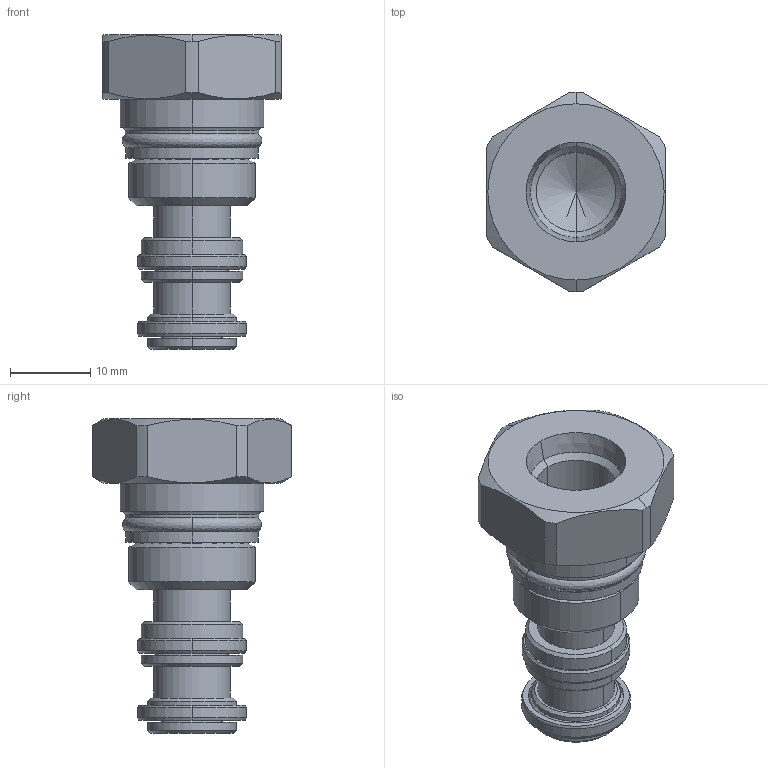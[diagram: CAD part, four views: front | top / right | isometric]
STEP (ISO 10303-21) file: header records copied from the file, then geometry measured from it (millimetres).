
FILE_DESCRIPTION((''),'2;1');
FILE_NAME('XACBE-XN_PRT','2010-01-07T',('Administrator'),(''),'PRO/ENGINEER BY PARAMETRIC TECHNOLOGY CORPORATION, 2006240','PRO/ENGINEER BY PARAMETRIC TECHNOLOGY CORPORATION, 2006240','');
FILE_SCHEMA(('CONFIG_CONTROL_DESIGN'));
Length unit declared in the file: inch
Products named in the file (1): XACBE-XN_PRT
Bounding box: 22.23 x 24.84 x 39.12 mm (x, y, z)
Volume: 6549.5 mm3; surface area: 4458 mm2
Topology: 4 solids, 4 shells, 121 faces, 260 edges, 157 vertices
Faces by surface type: cylinder 44, cone 32, plane 25, torus 12, revolution 8
Entity records: 3878 total; most frequent: CARTESIAN_POINT 1144, DIRECTION 612, ORIENTED_EDGE 516, AXIS2_PLACEMENT_3D 261, EDGE_CURVE 258, VERTEX_POINT 157, CIRCLE 148, EDGE_LOOP 139
